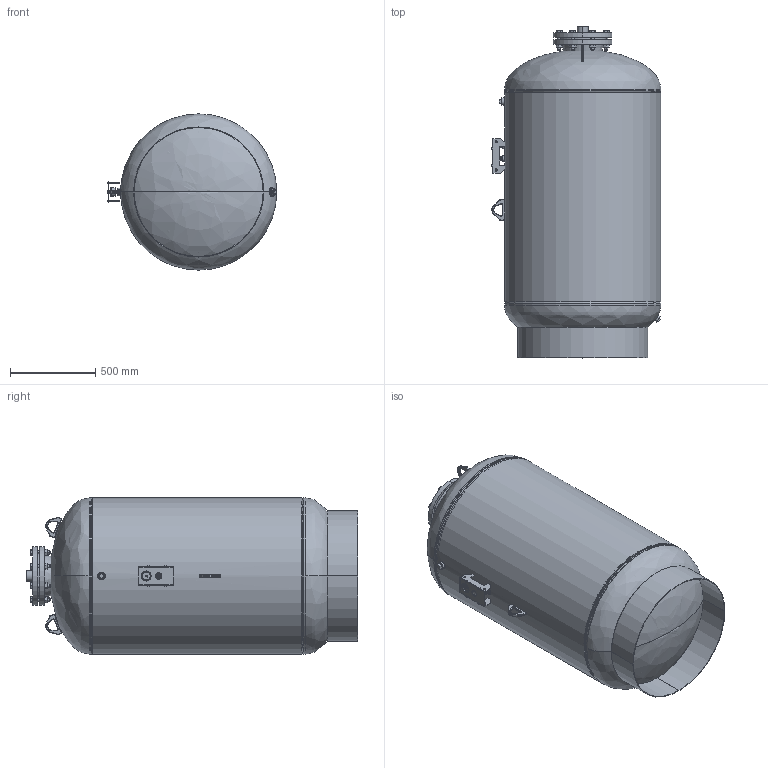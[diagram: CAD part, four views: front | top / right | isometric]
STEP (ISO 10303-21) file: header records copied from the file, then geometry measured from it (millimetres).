
FILE_DESCRIPTION (( 'STEP AP203' ), '1' );
FILE_NAME ('NLA-1000.STEP', '2021-03-25T16:36:00', ( '' ), ( '' ), 'SwSTEP 2.0', 'SolidWorks 2021', '' );
FILE_SCHEMA (( 'CONFIG_CONTROL_DESIGN' ));
Length unit declared in the file: inch
Products named in the file (30): 99K0776; 99P3903; 99M0618; 9801685_65; 22Q0617; 07200310_5081T17; 9500010; 9800448; 9400315; 9800687_4464K255; 99B3181; 9200210; 9400542; Couplings_9500564; 99J0601; 9800582_HHBOLT 0.7500-10x4x4-N; 9800401_9800400; 9500030; PLUGS_9500150; 9500050; 9500000; 9500040; 9800460_03-34; NLA-1000; 9800220^A-V264007_9800220; PLUGS_9500140; 9800630_HHNUT 0.7500-10-D-N; 99K0777; 9801686_5388K24
Assembly tree (47 placements, depth 2):
  NLA-1000
    99B3181
    9200210
    9200210
    9500000
    9500010
    9500030
    9500040  x2
    9500050
    Couplings_9500564
    9800460_03-34
    07200310_5081T17
    9800401_9800400
    9800687_4464K255
    9801685_65
    9801686_5388K24
    99P3903
    PLUGS_9500140
    PLUGS_9500150
    99M0618
    9400315
    9800582_HHBOLT 0.7500-10x4x4-N  x8
    9800630_HHNUT 0.7500-10-D-N  x8
    9800220^A-V264007_9800220
    22Q0617
    9800448
    99J0601
    9400542  x3
    99K0776  x2
    99K0777
Bounding box: 992.68 x 1942.77 x 914.55 mm (x, y, z)
Volume: 42304327.6 mm3; surface area: 15790107.4 mm2
Topology: 52 solids, 52 shells, 2297 faces, 6211 edges, 3930 vertices
Faces by surface type: cylinder 1037, plane 542, cone 450, bspline 150, torus 109, sphere 9
Full cylindrical faces by diameter (mm): 904.24 x1, 914.552 x1
Entity records: 111335 total; most frequent: CARTESIAN_POINT 63080, ORIENTED_EDGE 10174, DIRECTION 7995, EDGE_CURVE 5087, VERTEX_POINT 3271, AXIS2_PLACEMENT_3D 3198, EDGE_LOOP 2300, B_SPLINE_CURVE_WITH_KNOTS 1843
